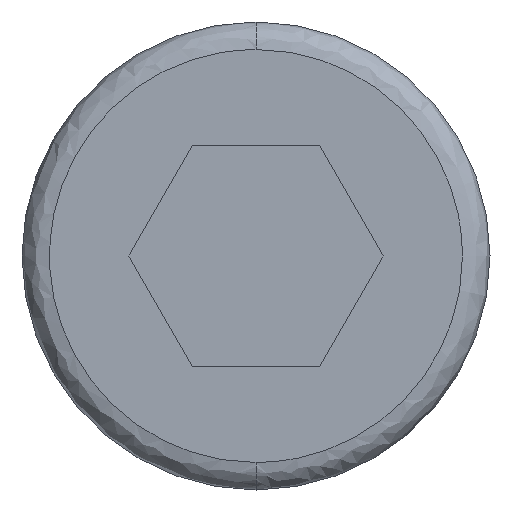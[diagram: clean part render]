
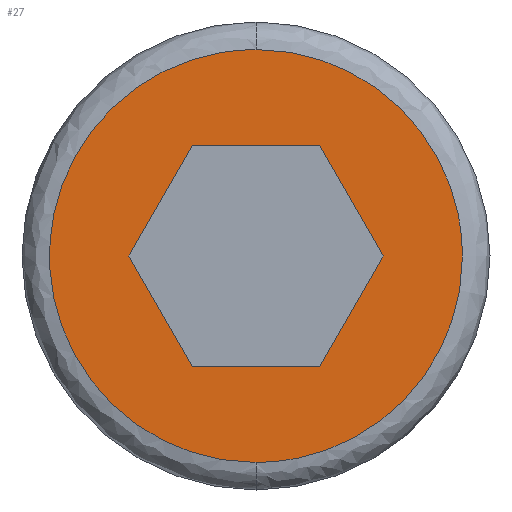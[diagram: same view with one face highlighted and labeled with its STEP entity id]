
A CAD part, front view. The second image highlights one B-rep face of the part: STEP entity #27.
In plain terms, the highlighted planar face has unit normal (0, -1, 0).
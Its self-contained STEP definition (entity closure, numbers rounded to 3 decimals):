
#3 = ORIENTED_EDGE ( 'NONE', *, *, #502, .F. ) ;
#5 = EDGE_CURVE ( 'NONE', #126, #468, #338, .T. ) ;
#6 = CARTESIAN_POINT ( 'NONE',  ( 0., -5., 2. ) ) ;
#15 = CARTESIAN_POINT ( 'NONE',  ( -1.155, -5., 2. ) ) ;
#17 = CARTESIAN_POINT ( 'NONE',  ( -2.309, -5., 0. ) ) ;
#27 = ADVANCED_FACE ( 'NONE', ( #402, #375 ), #539, .T. ) ;
#28 =( BOUNDED_CURVE ( )  B_SPLINE_CURVE ( 3, ( #412, #355, #64, #534 ),
 .UNSPECIFIED., .F., .T. ) 
 B_SPLINE_CURVE_WITH_KNOTS ( ( 4, 4 ),
 ( 0., 1. ),
 .UNSPECIFIED. ) 
 CURVE ( )  GEOMETRIC_REPRESENTATION_ITEM ( )  RATIONAL_B_SPLINE_CURVE ( ( 1., 0.805, 0.805, 1. ) ) 
 REPRESENTATION_ITEM ( '' )  );
#52 = CARTESIAN_POINT ( 'NONE',  ( 0., -5., 3.75 ) ) ;
#54 = VECTOR ( 'NONE', #631, 1000. ) ;
#58 = CARTESIAN_POINT ( 'NONE',  ( 0., -5., 0. ) ) ;
#61 = LINE ( 'NONE', #6, #216 ) ;
#64 = CARTESIAN_POINT ( 'NONE',  ( 3.75, -5., 2.197 ) ) ;
#76 = EDGE_CURVE ( 'NONE', #113, #285, #314, .T. ) ;
#104 = CARTESIAN_POINT ( 'NONE',  ( -1.155, -5., -2. ) ) ;
#113 = VERTEX_POINT ( 'NONE', #693 ) ;
#126 = VERTEX_POINT ( 'NONE', #637 ) ;
#138 = EDGE_LOOP ( 'NONE', ( #3, #167, #328 ) ) ;
#160 = DIRECTION ( 'NONE',  ( -0.5, 0., 0.866 ) ) ;
#167 = ORIENTED_EDGE ( 'NONE', *, *, #173, .F. ) ;
#169 = CARTESIAN_POINT ( 'NONE',  ( 0., -5., 3.75 ) ) ;
#172 = DIRECTION ( 'NONE',  ( 0.5, 0., -0.866 ) ) ;
#173 = EDGE_CURVE ( 'NONE', #295, #296, #396, .T. ) ;
#175 = CARTESIAN_POINT ( 'NONE',  ( 2.309, -5., 0. ) ) ;
#216 = VECTOR ( 'NONE', #345, 1000. ) ;
#220 = EDGE_CURVE ( 'NONE', #653, #126, #61, .T. ) ;
#223 = CARTESIAN_POINT ( 'NONE',  ( 0., -5., -3.75 ) ) ;
#227 = CARTESIAN_POINT ( 'NONE',  ( -3.75, -5., 2.197 ) ) ;
#237 = DIRECTION ( 'NONE',  ( -1., 0., 0. ) ) ;
#279 = EDGE_CURVE ( 'NONE', #616, #295, #622, .T. ) ;
#282 = CARTESIAN_POINT ( 'NONE',  ( -2.197, -5., 3.75 ) ) ;
#285 = VERTEX_POINT ( 'NONE', #536 ) ;
#286 = CARTESIAN_POINT ( 'NONE',  ( -3.75, -5., -2.197 ) ) ;
#291 = CARTESIAN_POINT ( 'NONE',  ( 1.155, -5., 2. ) ) ;
#295 = VERTEX_POINT ( 'NONE', #596 ) ;
#296 = VERTEX_POINT ( 'NONE', #169 ) ;
#298 = CARTESIAN_POINT ( 'NONE',  ( 3.75, -5., -2.197 ) ) ;
#314 = LINE ( 'NONE', #104, #708 ) ;
#328 = ORIENTED_EDGE ( 'NONE', *, *, #279, .F. ) ;
#330 = ORIENTED_EDGE ( 'NONE', *, *, #76, .T. ) ;
#338 = LINE ( 'NONE', #291, #564 ) ;
#340 = CARTESIAN_POINT ( 'NONE',  ( -2.197, -5., -3.75 ) ) ;
#345 = DIRECTION ( 'NONE',  ( 1., 0., 0. ) ) ;
#348 = ORIENTED_EDGE ( 'NONE', *, *, #220, .T. ) ;
#353 = DIRECTION ( 'NONE',  ( 0., -1., 0. ) ) ;
#355 = CARTESIAN_POINT ( 'NONE',  ( 2.197, -5., 3.75 ) ) ;
#361 = DIRECTION ( 'NONE',  ( -0.5, 0., -0.866 ) ) ;
#362 = CARTESIAN_POINT ( 'NONE',  ( 1.155, -5., -2. ) ) ;
#372 = EDGE_CURVE ( 'NONE', #468, #661, #724, .T. ) ;
#375 = FACE_OUTER_BOUND ( 'NONE', #138, .T. ) ;
#396 =( BOUNDED_CURVE ( )  B_SPLINE_CURVE ( 3, ( #223, #340, #286, #713, #227, #282, #52 ),
 .UNSPECIFIED., .F., .F. ) 
 B_SPLINE_CURVE_WITH_KNOTS ( ( 4, 3, 4 ),
 ( 0.333, 0.667, 1. ),
 .UNSPECIFIED. ) 
 CURVE ( )  GEOMETRIC_REPRESENTATION_ITEM ( )  RATIONAL_B_SPLINE_CURVE ( ( 1., 0.805, 0.805, 1., 0.805, 0.805, 1. ) ) 
 REPRESENTATION_ITEM ( '' )  );
#399 = VECTOR ( 'NONE', #361, 1000. ) ;
#402 = FACE_BOUND ( 'NONE', #680, .T. ) ;
#412 = CARTESIAN_POINT ( 'NONE',  ( 0., -5., 3.75 ) ) ;
#462 = AXIS2_PLACEMENT_3D ( 'NONE', #58, #353, #606 ) ;
#465 = EDGE_CURVE ( 'NONE', #661, #113, #734, .T. ) ;
#468 = VERTEX_POINT ( 'NONE', #175 ) ;
#478 = CARTESIAN_POINT ( 'NONE',  ( 0., -5., -2. ) ) ;
#502 = EDGE_CURVE ( 'NONE', #296, #616, #28, .T. ) ;
#534 = CARTESIAN_POINT ( 'NONE',  ( 3.75, -5., 0. ) ) ;
#536 = CARTESIAN_POINT ( 'NONE',  ( -2.309, -5., 0. ) ) ;
#538 = CARTESIAN_POINT ( 'NONE',  ( 3.75, -5., 0. ) ) ;
#539 = PLANE ( 'NONE',  #462 ) ;
#541 = CARTESIAN_POINT ( 'NONE',  ( 0., -5., -3.75 ) ) ;
#551 = CARTESIAN_POINT ( 'NONE',  ( 3.75, -5., 0. ) ) ;
#557 = ORIENTED_EDGE ( 'NONE', *, *, #372, .T. ) ;
#564 = VECTOR ( 'NONE', #172, 1000. ) ;
#572 = VECTOR ( 'NONE', #237, 1000. ) ;
#596 = CARTESIAN_POINT ( 'NONE',  ( 0., -5., -3.75 ) ) ;
#606 = DIRECTION ( 'NONE',  ( 0., 0., -1. ) ) ;
#607 = ORIENTED_EDGE ( 'NONE', *, *, #691, .T. ) ;
#616 = VERTEX_POINT ( 'NONE', #551 ) ;
#622 =( BOUNDED_CURVE ( )  B_SPLINE_CURVE ( 3, ( #538, #298, #778, #541 ),
 .UNSPECIFIED., .F., .T. ) 
 B_SPLINE_CURVE_WITH_KNOTS ( ( 4, 4 ),
 ( 0., 0.333 ),
 .UNSPECIFIED. ) 
 CURVE ( )  GEOMETRIC_REPRESENTATION_ITEM ( )  RATIONAL_B_SPLINE_CURVE ( ( 1., 0.805, 0.805, 1. ) ) 
 REPRESENTATION_ITEM ( '' )  );
#631 = DIRECTION ( 'NONE',  ( 0.5, 0., 0.866 ) ) ;
#637 = CARTESIAN_POINT ( 'NONE',  ( 1.155, -5., 2. ) ) ;
#653 = VERTEX_POINT ( 'NONE', #15 ) ;
#657 = LINE ( 'NONE', #17, #54 ) ;
#661 = VERTEX_POINT ( 'NONE', #362 ) ;
#680 = EDGE_LOOP ( 'NONE', ( #681, #557, #746, #330, #607, #348 ) ) ;
#681 = ORIENTED_EDGE ( 'NONE', *, *, #5, .T. ) ;
#691 = EDGE_CURVE ( 'NONE', #285, #653, #657, .T. ) ;
#693 = CARTESIAN_POINT ( 'NONE',  ( -1.155, -5., -2. ) ) ;
#708 = VECTOR ( 'NONE', #160, 1000. ) ;
#713 = CARTESIAN_POINT ( 'NONE',  ( -3.75, -5., 0. ) ) ;
#724 = LINE ( 'NONE', #740, #399 ) ;
#734 = LINE ( 'NONE', #478, #572 ) ;
#740 = CARTESIAN_POINT ( 'NONE',  ( 2.309, -5., 0. ) ) ;
#746 = ORIENTED_EDGE ( 'NONE', *, *, #465, .T. ) ;
#778 = CARTESIAN_POINT ( 'NONE',  ( 2.197, -5., -3.75 ) ) ;
